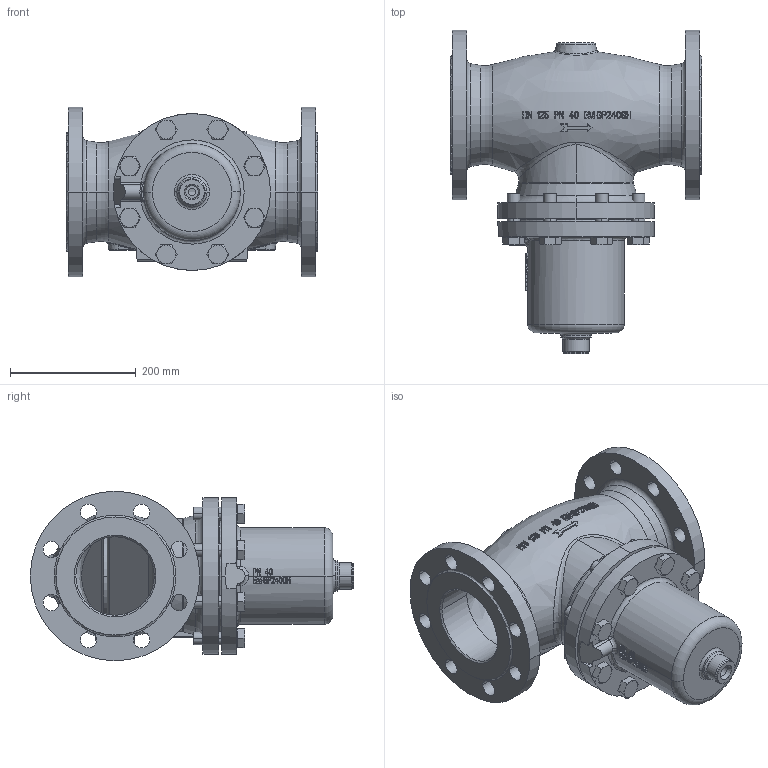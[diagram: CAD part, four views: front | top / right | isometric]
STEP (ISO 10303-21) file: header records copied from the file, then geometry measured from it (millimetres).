
FILE_DESCRIPTION((''),'2;1');
FILE_NAME('065B2420_ASM','2015-03-13T',('u317927'),('Danfoss'),'PRO/ENGINEER BY PARAMETRIC TECHNOLOGY CORPORATION, 2014000','PRO/ENGINEER BY PARAMETRIC TECHNOLOGY CORPORATION, 2014000','');
FILE_SCHEMA(('CONFIG_CONTROL_DESIGN'));
Length unit declared in the file: millimetre
Products named in the file (4): 8861410; 8861415; 5184025; 065B2420_ASM
Assembly tree (10 placements, depth 2):
  065B2420_ASM
    8861410
    8861415
    5184025  x8
Bounding box: 400 x 515.1 x 270 mm (x, y, z)
Volume: 8578359.5 mm3; surface area: 1173260.1 mm2
Topology: 10 solids, 30 shells, 1413 faces, 3792 edges, 2472 vertices
Faces by surface type: plane 937, cylinder 240, cone 103, bspline 77, torus 54, sphere 2
Entity records: 43586 total; most frequent: CARTESIAN_POINT 14166, ORIENTED_EDGE 6720, DIRECTION 5259, EDGE_CURVE 3386, VERTEX_POINT 2220, AXIS2_PLACEMENT_3D 2033, EDGE_LOOP 1350, B_SPLINE_CURVE_WITH_KNOTS 1327
